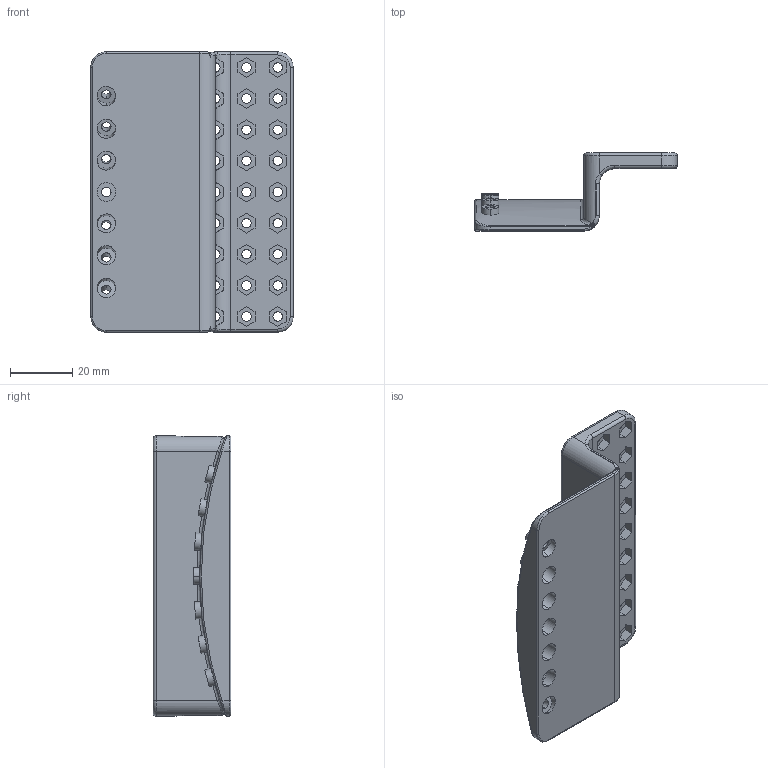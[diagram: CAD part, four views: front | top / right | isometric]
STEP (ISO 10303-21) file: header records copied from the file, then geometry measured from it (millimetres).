
FILE_DESCRIPTION (( 'STEP AP214' ), '1' );
FILE_NAME ('賑遠蛌諉R125.', '2024-10-13T07:45:11', ( '' ), ( '' ), 'SwSTEP 2.0', 'SolidWorks 2024', '' );
FILE_SCHEMA (( 'AUTOMOTIVE_DESIGN' ));
Length unit declared in the file: millimetre
Products named in the file (1): 滑环转接R125
Bounding box: 65 x 25 x 90 mm (x, y, z)
Volume: 40200.7 mm3; surface area: 19597.1 mm2
Topology: 1 solids, 1 shells, 378 faces, 970 edges, 624 vertices
Faces by surface type: plane 223, cylinder 121, bspline 18, torus 14, sphere 2
Entity records: 12518 total; most frequent: CARTESIAN_POINT 3224, ORIENTED_EDGE 1936, DIRECTION 1856, EDGE_CURVE 968, LINE 646, VECTOR 646, VERTEX_POINT 624, AXIS2_PLACEMENT_3D 605
